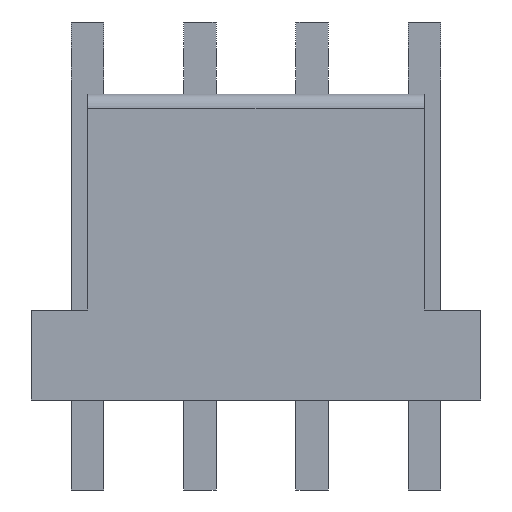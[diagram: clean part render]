
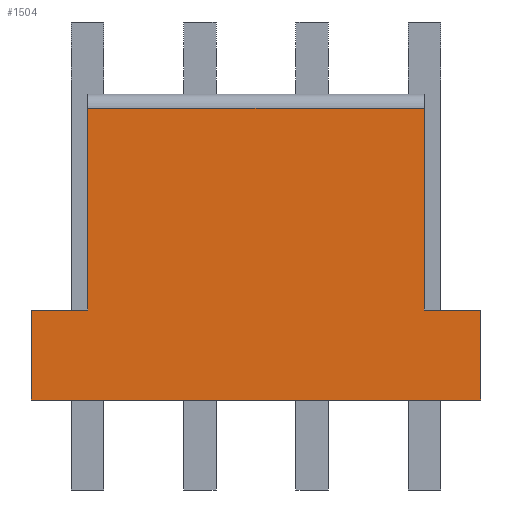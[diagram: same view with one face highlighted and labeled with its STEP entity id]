
A CAD part, front view. The second image highlights one B-rep face of the part: STEP entity #1504.
In plain terms, the highlighted planar face has unit normal (0, -1, 0).
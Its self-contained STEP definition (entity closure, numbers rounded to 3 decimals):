
#1287=CARTESIAN_POINT('',(7.925,-4.585,0.0));
#1288=VERTEX_POINT('',#1287);
#1289=CARTESIAN_POINT('',(7.925,-4.585,3.175));
#1290=VERTEX_POINT('',#1289);
#1291=CARTESIAN_POINT('',(7.925,-4.585,0.0));
#1292=DIRECTION('',(0.0,0.0,1.0));
#1293=VECTOR('',#1292,3.175);
#1294=LINE('',#1291,#1293);
#1295=EDGE_CURVE('',#1288,#1290,#1294,.T.);
#1400=CARTESIAN_POINT('',(5.944,-4.585,3.175));
#1401=VERTEX_POINT('',#1400);
#1408=CARTESIAN_POINT('',(7.925,-4.585,3.175));
#1409=DIRECTION('',(-1.0,0.0,0.0));
#1410=VECTOR('',#1409,1.981);
#1411=LINE('',#1408,#1410);
#1412=EDGE_CURVE('',#1290,#1401,#1411,.T.);
#1423=CARTESIAN_POINT('',(-5.944,-4.585,3.175));
#1424=VERTEX_POINT('',#1423);
#1425=CARTESIAN_POINT('',(-7.925,-4.585,3.175));
#1426=VERTEX_POINT('',#1425);
#1427=CARTESIAN_POINT('',(-5.944,-4.585,3.175));
#1428=DIRECTION('',(-1.0,0.0,0.0));
#1429=VECTOR('',#1428,1.981);
#1430=LINE('',#1427,#1429);
#1431=EDGE_CURVE('',#1424,#1426,#1430,.T.);
#1458=CARTESIAN_POINT('',(8.717,-4.585,-0.514));
#1459=DIRECTION('',(0.0,-1.0,0.0));
#1460=DIRECTION('',(0.0,0.0,1.0));
#1461=AXIS2_PLACEMENT_3D('',#1458,#1459,#1460);
#1462=PLANE('',#1461);
#1463=CARTESIAN_POINT('',(5.944,-4.585,10.287));
#1464=VERTEX_POINT('',#1463);
#1465=CARTESIAN_POINT('',(5.944,-4.585,10.287));
#1466=DIRECTION('',(0.0,0.0,-1.0));
#1467=VECTOR('',#1466,7.112);
#1468=LINE('',#1465,#1467);
#1469=EDGE_CURVE('',#1464,#1401,#1468,.T.);
#1470=ORIENTED_EDGE('',*,*,#1469,.F.);
#1471=CARTESIAN_POINT('',(-5.944,-4.585,10.287));
#1472=VERTEX_POINT('',#1471);
#1473=CARTESIAN_POINT('',(5.944,-4.585,10.287));
#1474=DIRECTION('',(-1.0,0.0,0.0));
#1475=VECTOR('',#1474,11.887);
#1476=LINE('',#1473,#1475);
#1477=EDGE_CURVE('',#1464,#1472,#1476,.T.);
#1478=ORIENTED_EDGE('',*,*,#1477,.T.);
#1479=CARTESIAN_POINT('',(-5.944,-4.585,10.287));
#1480=DIRECTION('',(0.0,0.0,-1.0));
#1481=VECTOR('',#1480,7.112);
#1482=LINE('',#1479,#1481);
#1483=EDGE_CURVE('',#1472,#1424,#1482,.T.);
#1484=ORIENTED_EDGE('',*,*,#1483,.T.);
#1485=ORIENTED_EDGE('',*,*,#1431,.T.);
#1486=CARTESIAN_POINT('',(-7.925,-4.585,0.0));
#1487=VERTEX_POINT('',#1486);
#1488=CARTESIAN_POINT('',(-7.925,-4.585,0.0));
#1489=DIRECTION('',(0.0,0.0,1.0));
#1490=VECTOR('',#1489,3.175);
#1491=LINE('',#1488,#1490);
#1492=EDGE_CURVE('',#1487,#1426,#1491,.T.);
#1493=ORIENTED_EDGE('',*,*,#1492,.F.);
#1494=CARTESIAN_POINT('',(7.925,-4.585,0.0));
#1495=DIRECTION('',(-1.0,0.0,0.0));
#1496=VECTOR('',#1495,15.85);
#1497=LINE('',#1494,#1496);
#1498=EDGE_CURVE('',#1288,#1487,#1497,.T.);
#1499=ORIENTED_EDGE('',*,*,#1498,.F.);
#1500=ORIENTED_EDGE('',*,*,#1295,.T.);
#1501=ORIENTED_EDGE('',*,*,#1412,.T.);
#1502=EDGE_LOOP('',(#1470,#1478,#1484,#1485,#1493,#1499,#1500,#1501));
#1503=FACE_OUTER_BOUND('',#1502,.T.);
#1504=ADVANCED_FACE('',(#1503),#1462,.T.);
